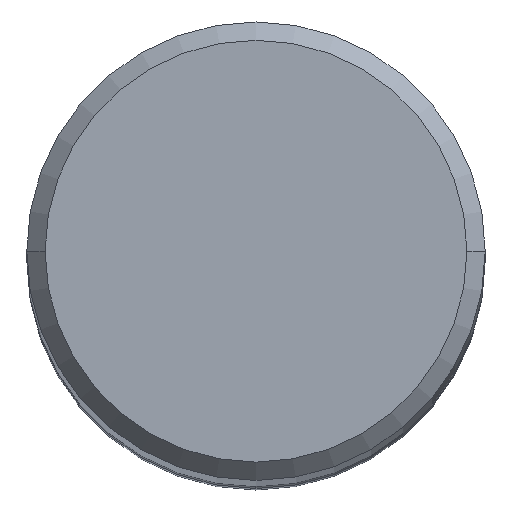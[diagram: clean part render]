
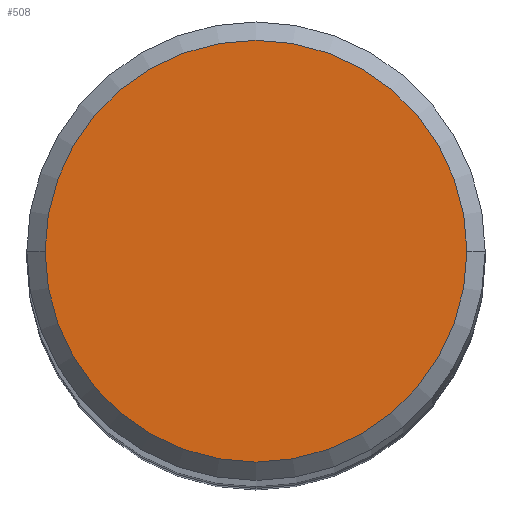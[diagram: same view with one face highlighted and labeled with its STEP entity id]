
A CAD part, top view. The second image highlights one B-rep face of the part: STEP entity #508.
In plain terms, the highlighted planar face has unit normal (0, 0, 1).
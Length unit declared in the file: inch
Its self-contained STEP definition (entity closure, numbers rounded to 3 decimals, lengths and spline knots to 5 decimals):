
#4 = EDGE_CURVE ( 'NONE', #346, #444, #538, .T. ) ;
#48 = EDGE_LOOP ( 'NONE', ( #535, #231 ) ) ;
#104 = DIRECTION ( 'NONE',  ( 0., 0., -1. ) ) ;
#177 = EDGE_CURVE ( 'NONE', #444, #346, #260, .T. ) ;
#210 = CARTESIAN_POINT ( 'NONE',  ( -0.23, 0., 0. ) ) ;
#231 = ORIENTED_EDGE ( 'NONE', *, *, #177, .T. ) ;
#239 = DIRECTION ( 'NONE',  ( -1., 0., 0. ) ) ;
#260 = CIRCLE ( 'NONE', #477, 0.23 ) ;
#300 = AXIS2_PLACEMENT_3D ( 'NONE', #324, #104, #239 ) ;
#317 = CARTESIAN_POINT ( 'NONE',  ( 0., 0., 0. ) ) ;
#324 = CARTESIAN_POINT ( 'NONE',  ( 0., 0.23, 0. ) ) ;
#346 = VERTEX_POINT ( 'NONE', #210 ) ;
#406 = DIRECTION ( 'NONE',  ( 0., 0., 1. ) ) ;
#412 = CARTESIAN_POINT ( 'NONE',  ( 0., 0., 0. ) ) ;
#437 = AXIS2_PLACEMENT_3D ( 'NONE', #412, #499, #503 ) ;
#444 = VERTEX_POINT ( 'NONE', #525 ) ;
#452 = PLANE ( 'NONE',  #300 ) ;
#477 = AXIS2_PLACEMENT_3D ( 'NONE', #317, #406, #484 ) ;
#484 = DIRECTION ( 'NONE',  ( 1., 0., 0. ) ) ;
#495 = FACE_OUTER_BOUND ( 'NONE', #48, .T. ) ;
#499 = DIRECTION ( 'NONE',  ( 0., 0., 1. ) ) ;
#503 = DIRECTION ( 'NONE',  ( 1., 0., 0. ) ) ;
#508 = ADVANCED_FACE ( 'NONE', ( #495 ), #452, .F. ) ;
#525 = CARTESIAN_POINT ( 'NONE',  ( 0.23, 0., 0. ) ) ;
#535 = ORIENTED_EDGE ( 'NONE', *, *, #4, .T. ) ;
#538 = CIRCLE ( 'NONE', #437, 0.23 ) ;
